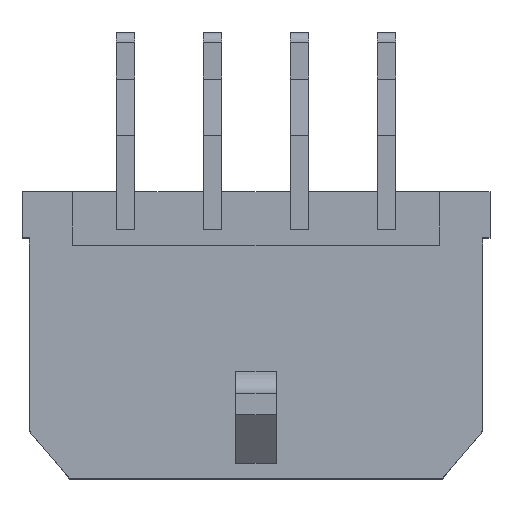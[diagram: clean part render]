
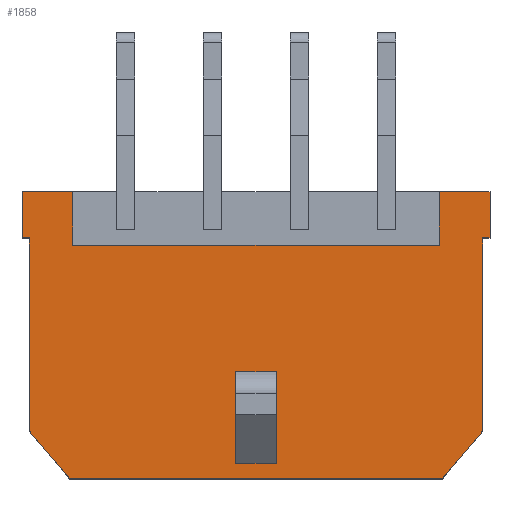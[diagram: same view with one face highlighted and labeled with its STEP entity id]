
A CAD part, top view. The second image highlights one B-rep face of the part: STEP entity #1858.
In plain terms, the highlighted planar face has unit normal (0, 0, 1).
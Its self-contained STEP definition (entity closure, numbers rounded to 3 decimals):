
#1362 = VERTEX_POINT('',#1363);
#1363 = CARTESIAN_POINT('',(8.075,5.26,7.37));
#1369 = EDGE_CURVE('',#1362,#1370,#1372,.T.);
#1370 = VERTEX_POINT('',#1371);
#1371 = CARTESIAN_POINT('',(6.325,5.26,7.37));
#1372 = LINE('',#1373,#1374);
#1373 = CARTESIAN_POINT('',(8.075,5.26,7.37));
#1374 = VECTOR('',#1375,1.);
#1375 = DIRECTION('',(-1.,0.,0.));
#1511 = VERTEX_POINT('',#1512);
#1512 = CARTESIAN_POINT('',(-6.325,5.26,7.37));
#1518 = EDGE_CURVE('',#1511,#1519,#1521,.T.);
#1519 = VERTEX_POINT('',#1520);
#1520 = CARTESIAN_POINT('',(-8.075,5.26,7.37));
#1521 = LINE('',#1522,#1523);
#1522 = CARTESIAN_POINT('',(-6.325,5.26,7.37));
#1523 = VECTOR('',#1524,1.);
#1524 = DIRECTION('',(-1.,0.,0.));
#1595 = VERTEX_POINT('',#1596);
#1596 = CARTESIAN_POINT('',(8.075,3.66,7.37));
#1602 = EDGE_CURVE('',#1362,#1595,#1603,.T.);
#1603 = LINE('',#1604,#1605);
#1604 = CARTESIAN_POINT('',(8.075,5.26,7.37));
#1605 = VECTOR('',#1606,1.);
#1606 = DIRECTION('',(0.,-1.,0.));
#1731 = EDGE_CURVE('',#1732,#1519,#1734,.T.);
#1732 = VERTEX_POINT('',#1733);
#1733 = CARTESIAN_POINT('',(-8.075,3.66,7.37));
#1734 = LINE('',#1735,#1736);
#1735 = CARTESIAN_POINT('',(-8.075,3.66,7.37));
#1736 = VECTOR('',#1737,1.);
#1737 = DIRECTION('',(0.,1.,0.));
#1858 = ADVANCED_FACE('',(#1859,#1941),#1975,.T.);
#1859 = FACE_BOUND('',#1860,.F.);
#1860 = EDGE_LOOP('',(#1861,#1869,#1877,#1883,#1884,#1885,#1893,#1901,
    #1909,#1917,#1925,#1933,#1939,#1940));
#1861 = ORIENTED_EDGE('',*,*,#1862,.T.);
#1862 = EDGE_CURVE('',#1511,#1863,#1865,.T.);
#1863 = VERTEX_POINT('',#1864);
#1864 = CARTESIAN_POINT('',(-6.325,3.41,7.37));
#1865 = LINE('',#1866,#1867);
#1866 = CARTESIAN_POINT('',(-6.325,5.26,7.37));
#1867 = VECTOR('',#1868,1.);
#1868 = DIRECTION('',(0.,-1.,0.));
#1869 = ORIENTED_EDGE('',*,*,#1870,.T.);
#1870 = EDGE_CURVE('',#1863,#1871,#1873,.T.);
#1871 = VERTEX_POINT('',#1872);
#1872 = CARTESIAN_POINT('',(6.325,3.41,7.37));
#1873 = LINE('',#1874,#1875);
#1874 = CARTESIAN_POINT('',(-6.325,3.41,7.37));
#1875 = VECTOR('',#1876,1.);
#1876 = DIRECTION('',(1.,0.,0.));
#1877 = ORIENTED_EDGE('',*,*,#1878,.F.);
#1878 = EDGE_CURVE('',#1370,#1871,#1879,.T.);
#1879 = LINE('',#1880,#1881);
#1880 = CARTESIAN_POINT('',(6.325,5.26,7.37));
#1881 = VECTOR('',#1882,1.);
#1882 = DIRECTION('',(0.,-1.,0.));
#1883 = ORIENTED_EDGE('',*,*,#1369,.F.);
#1884 = ORIENTED_EDGE('',*,*,#1602,.T.);
#1885 = ORIENTED_EDGE('',*,*,#1886,.F.);
#1886 = EDGE_CURVE('',#1887,#1595,#1889,.T.);
#1887 = VERTEX_POINT('',#1888);
#1888 = CARTESIAN_POINT('',(7.825,3.66,7.37));
#1889 = LINE('',#1890,#1891);
#1890 = CARTESIAN_POINT('',(7.825,3.66,7.37));
#1891 = VECTOR('',#1892,1.);
#1892 = DIRECTION('',(1.,0.,0.));
#1893 = ORIENTED_EDGE('',*,*,#1894,.T.);
#1894 = EDGE_CURVE('',#1887,#1895,#1897,.T.);
#1895 = VERTEX_POINT('',#1896);
#1896 = CARTESIAN_POINT('',(7.825,-3.,7.37));
#1897 = LINE('',#1898,#1899);
#1898 = CARTESIAN_POINT('',(7.825,3.66,7.37));
#1899 = VECTOR('',#1900,1.);
#1900 = DIRECTION('',(0.,-1.,0.));
#1901 = ORIENTED_EDGE('',*,*,#1902,.T.);
#1902 = EDGE_CURVE('',#1895,#1903,#1905,.T.);
#1903 = VERTEX_POINT('',#1904);
#1904 = CARTESIAN_POINT('',(6.425,-4.65,7.37));
#1905 = LINE('',#1906,#1907);
#1906 = CARTESIAN_POINT('',(7.825,-3.,7.37));
#1907 = VECTOR('',#1908,1.);
#1908 = DIRECTION('',(-0.647,-0.763,
    0.));
#1909 = ORIENTED_EDGE('',*,*,#1910,.F.);
#1910 = EDGE_CURVE('',#1911,#1903,#1913,.T.);
#1911 = VERTEX_POINT('',#1912);
#1912 = CARTESIAN_POINT('',(-6.425,-4.65,7.37));
#1913 = LINE('',#1914,#1915);
#1914 = CARTESIAN_POINT('',(-6.425,-4.65,7.37));
#1915 = VECTOR('',#1916,1.);
#1916 = DIRECTION('',(1.,0.,0.));
#1917 = ORIENTED_EDGE('',*,*,#1918,.T.);
#1918 = EDGE_CURVE('',#1911,#1919,#1921,.T.);
#1919 = VERTEX_POINT('',#1920);
#1920 = CARTESIAN_POINT('',(-7.825,-3.,7.37));
#1921 = LINE('',#1922,#1923);
#1922 = CARTESIAN_POINT('',(-6.425,-4.65,7.37));
#1923 = VECTOR('',#1924,1.);
#1924 = DIRECTION('',(-0.647,0.763,
    0.));
#1925 = ORIENTED_EDGE('',*,*,#1926,.F.);
#1926 = EDGE_CURVE('',#1927,#1919,#1929,.T.);
#1927 = VERTEX_POINT('',#1928);
#1928 = CARTESIAN_POINT('',(-7.825,3.66,7.37));
#1929 = LINE('',#1930,#1931);
#1930 = CARTESIAN_POINT('',(-7.825,3.66,7.37));
#1931 = VECTOR('',#1932,1.);
#1932 = DIRECTION('',(0.,-1.,0.));
#1933 = ORIENTED_EDGE('',*,*,#1934,.T.);
#1934 = EDGE_CURVE('',#1927,#1732,#1935,.T.);
#1935 = LINE('',#1936,#1937);
#1936 = CARTESIAN_POINT('',(-7.825,3.66,7.37));
#1937 = VECTOR('',#1938,1.);
#1938 = DIRECTION('',(-1.,0.,0.));
#1939 = ORIENTED_EDGE('',*,*,#1731,.T.);
#1940 = ORIENTED_EDGE('',*,*,#1518,.F.);
#1941 = FACE_BOUND('',#1942,.F.);
#1942 = EDGE_LOOP('',(#1943,#1953,#1961,#1969));
#1943 = ORIENTED_EDGE('',*,*,#1944,.F.);
#1944 = EDGE_CURVE('',#1945,#1947,#1949,.T.);
#1945 = VERTEX_POINT('',#1946);
#1946 = CARTESIAN_POINT('',(-0.7,-4.11,7.37));
#1947 = VERTEX_POINT('',#1948);
#1948 = CARTESIAN_POINT('',(-0.7,-0.95,7.37));
#1949 = LINE('',#1950,#1951);
#1950 = CARTESIAN_POINT('',(-0.7,-4.11,7.37));
#1951 = VECTOR('',#1952,1.);
#1952 = DIRECTION('',(0.,1.,0.));
#1953 = ORIENTED_EDGE('',*,*,#1954,.T.);
#1954 = EDGE_CURVE('',#1945,#1955,#1957,.T.);
#1955 = VERTEX_POINT('',#1956);
#1956 = CARTESIAN_POINT('',(0.7,-4.11,7.37));
#1957 = LINE('',#1958,#1959);
#1958 = CARTESIAN_POINT('',(-0.7,-4.11,7.37));
#1959 = VECTOR('',#1960,1.);
#1960 = DIRECTION('',(1.,0.,0.));
#1961 = ORIENTED_EDGE('',*,*,#1962,.T.);
#1962 = EDGE_CURVE('',#1955,#1963,#1965,.T.);
#1963 = VERTEX_POINT('',#1964);
#1964 = CARTESIAN_POINT('',(0.7,-0.95,7.37));
#1965 = LINE('',#1966,#1967);
#1966 = CARTESIAN_POINT('',(0.7,-4.11,7.37));
#1967 = VECTOR('',#1968,1.);
#1968 = DIRECTION('',(0.,1.,0.));
#1969 = ORIENTED_EDGE('',*,*,#1970,.F.);
#1970 = EDGE_CURVE('',#1947,#1963,#1971,.T.);
#1971 = LINE('',#1972,#1973);
#1972 = CARTESIAN_POINT('',(-0.7,-0.95,7.37));
#1973 = VECTOR('',#1974,1.);
#1974 = DIRECTION('',(1.,0.,0.));
#1975 = PLANE('',#1976);
#1976 = AXIS2_PLACEMENT_3D('',#1977,#1978,#1979);
#1977 = CARTESIAN_POINT('',(-7.825,5.26,7.37));
#1978 = DIRECTION('',(0.,0.,1.));
#1979 = DIRECTION('',(0.,-1.,0.));
